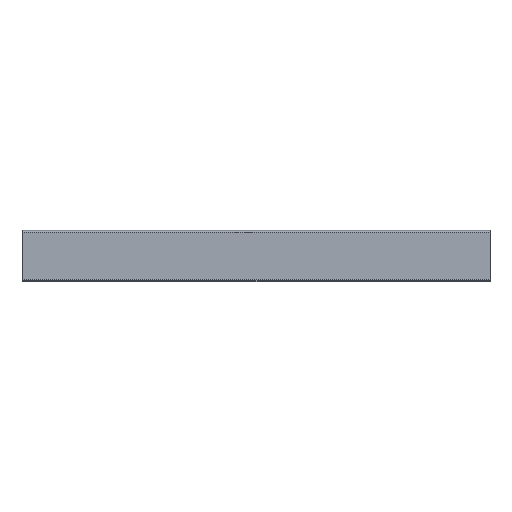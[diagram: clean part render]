
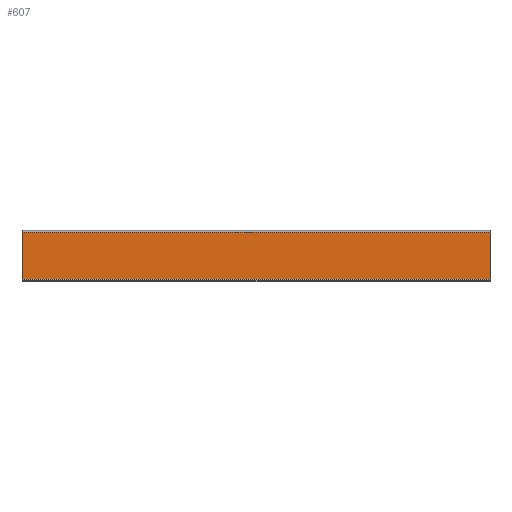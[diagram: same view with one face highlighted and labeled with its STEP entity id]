
A CAD part, top view. The second image highlights one B-rep face of the part: STEP entity #607.
In plain terms, the highlighted planar face has unit normal (0, 0, 1).
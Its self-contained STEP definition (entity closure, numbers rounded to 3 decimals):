
#64 = ORIENTED_EDGE ( 'NONE', *, *, #676, .T. ) ;
#76 = VECTOR ( 'NONE', #1405, 1000. ) ;
#127 = CARTESIAN_POINT ( 'NONE',  ( -348.5, -38., 0. ) ) ;
#171 = EDGE_CURVE ( 'NONE', #756, #1300, #1218, .T. ) ;
#192 = CARTESIAN_POINT ( 'NONE',  ( 348.5, 35., 0. ) ) ;
#290 = FACE_OUTER_BOUND ( 'NONE', #1113, .T. ) ;
#321 = CARTESIAN_POINT ( 'NONE',  ( 0., 0., 0. ) ) ;
#441 = EDGE_CURVE ( 'NONE', #1151, #1461, #1095, .T. ) ;
#483 = CARTESIAN_POINT ( 'NONE',  ( -348.5, -35., 0. ) ) ;
#502 = ORIENTED_EDGE ( 'NONE', *, *, #942, .T. ) ;
#595 = DIRECTION ( 'NONE',  ( -1., 0., 0. ) ) ;
#607 = ADVANCED_FACE ( 'NONE', ( #290 ), #1297, .T. ) ;
#676 = EDGE_CURVE ( 'NONE', #1461, #1300, #795, .T. ) ;
#705 = DIRECTION ( 'NONE',  ( 1., 0., 0. ) ) ;
#756 = VERTEX_POINT ( 'NONE', #1205 ) ;
#790 = DIRECTION ( 'NONE',  ( 0., 1., 0. ) ) ;
#795 = LINE ( 'NONE', #127, #76 ) ;
#819 = VECTOR ( 'NONE', #1467, 1000. ) ;
#942 = EDGE_CURVE ( 'NONE', #756, #1151, #1152, .T. ) ;
#979 = CARTESIAN_POINT ( 'NONE',  ( 348.5, 35., 0. ) ) ;
#1036 = ORIENTED_EDGE ( 'NONE', *, *, #441, .T. ) ;
#1066 = DIRECTION ( 'NONE',  ( 0., 0., 1. ) ) ;
#1076 = CARTESIAN_POINT ( 'NONE',  ( 348.5, -35., 0. ) ) ;
#1095 = LINE ( 'NONE', #979, #819 ) ;
#1113 = EDGE_LOOP ( 'NONE', ( #502, #1036, #64, #1489 ) ) ;
#1151 = VERTEX_POINT ( 'NONE', #192 ) ;
#1152 = LINE ( 'NONE', #1414, #1364 ) ;
#1189 = AXIS2_PLACEMENT_3D ( 'NONE', #321, #1066, #705 ) ;
#1205 = CARTESIAN_POINT ( 'NONE',  ( 348.5, -35., 0. ) ) ;
#1218 = LINE ( 'NONE', #1076, #1413 ) ;
#1271 = CARTESIAN_POINT ( 'NONE',  ( -348.5, 35., 0. ) ) ;
#1297 = PLANE ( 'NONE',  #1189 ) ;
#1300 = VERTEX_POINT ( 'NONE', #483 ) ;
#1364 = VECTOR ( 'NONE', #790, 1000. ) ;
#1405 = DIRECTION ( 'NONE',  ( 0., -1., 0. ) ) ;
#1413 = VECTOR ( 'NONE', #595, 1000. ) ;
#1414 = CARTESIAN_POINT ( 'NONE',  ( 348.5, -38., 0. ) ) ;
#1461 = VERTEX_POINT ( 'NONE', #1271 ) ;
#1467 = DIRECTION ( 'NONE',  ( -1., 0., 0. ) ) ;
#1489 = ORIENTED_EDGE ( 'NONE', *, *, #171, .F. ) ;
